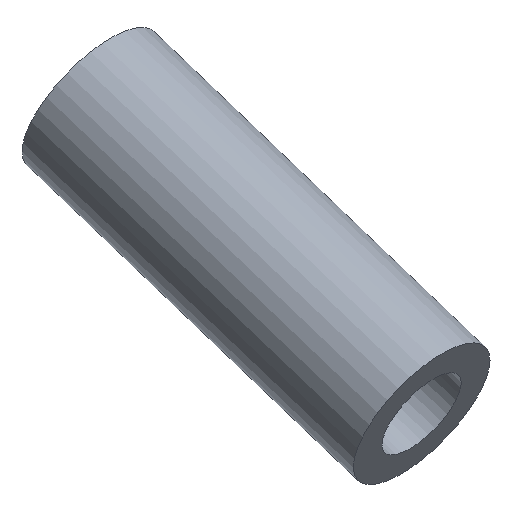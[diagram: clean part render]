
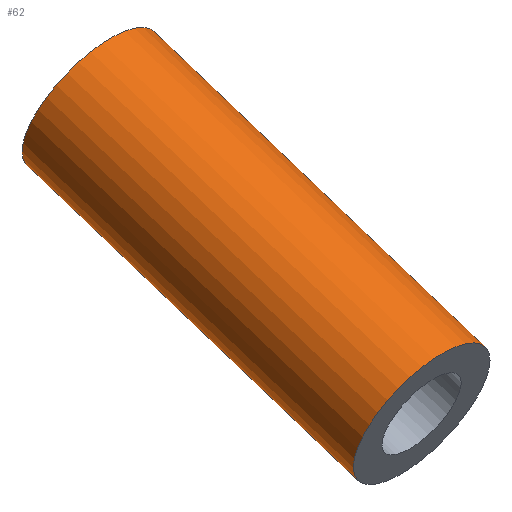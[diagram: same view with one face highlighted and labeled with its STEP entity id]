
A CAD part, isometric view. The second image highlights one B-rep face of the part: STEP entity #62.
In plain terms, the highlighted cylindrical face has radius 1.191 mm (diameter 2.381 mm), a full revolution.
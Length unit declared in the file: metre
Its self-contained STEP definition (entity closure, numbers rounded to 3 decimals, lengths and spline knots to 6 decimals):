
#20=CYLINDRICAL_SURFACE('',#83,0.001191);
#26=ORIENTED_EDGE('',*,*,#33,.F.);
#27=ORIENTED_EDGE('',*,*,#31,.T.);
#31=EDGE_CURVE('',#35,#35,#39,.T.);
#33=EDGE_CURVE('',#37,#37,#41,.T.);
#35=VERTEX_POINT('',#108);
#37=VERTEX_POINT('',#113);
#39=CIRCLE('',#79,0.001191);
#41=CIRCLE('',#82,0.001191);
#46=EDGE_LOOP('',(#26));
#47=EDGE_LOOP('',(#27));
#54=FACE_BOUND('',#46,.T.);
#55=FACE_BOUND('',#47,.T.);
#62=ADVANCED_FACE('',(#54,#55),#20,.T.);
#79=AXIS2_PLACEMENT_3D('',#107,#91,#92);
#82=AXIS2_PLACEMENT_3D('',#112,#97,#98);
#83=AXIS2_PLACEMENT_3D('',#114,#99,#100);
#91=DIRECTION('',(0.,0.951,0.309));
#92=DIRECTION('',(-0.921,-0.12,0.371));
#97=DIRECTION('',(0.,0.951,0.309));
#98=DIRECTION('',(-0.921,-0.12,0.371));
#99=DIRECTION('',(0.,-0.951,-0.309));
#100=DIRECTION('',(-0.921,-0.12,0.371));
#107=CARTESIAN_POINT('',(-0.344055,-0.200958,0.025651));
#108=CARTESIAN_POINT('',(-0.345151,-0.201101,0.026092));
#112=CARTESIAN_POINT('',(-0.344055,-0.194919,0.027613));
#113=CARTESIAN_POINT('',(-0.345151,-0.195062,0.028055));
#114=CARTESIAN_POINT('',(-0.344055,-0.194919,0.027613));
